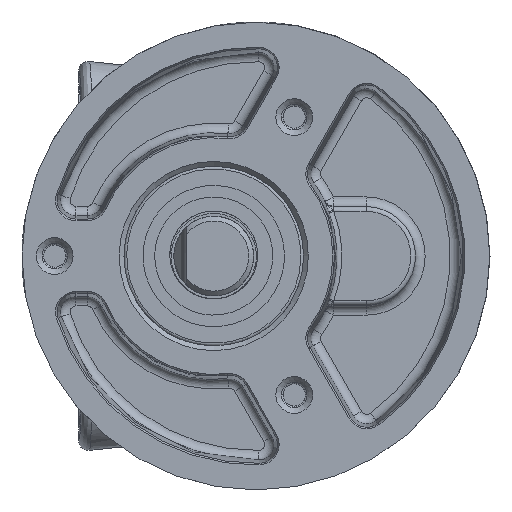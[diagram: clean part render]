
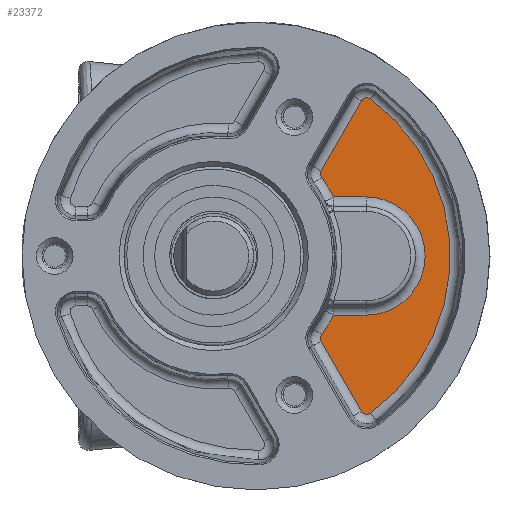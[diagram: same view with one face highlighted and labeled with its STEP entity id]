
A CAD part, left-side view. The second image highlights one B-rep face of the part: STEP entity #23372.
In plain terms, the highlighted face is planar.
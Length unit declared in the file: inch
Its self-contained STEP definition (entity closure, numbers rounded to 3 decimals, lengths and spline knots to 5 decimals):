
#632 = ORIENTED_EDGE ( 'NONE', *, *, #21732, .T. ) ;
#1100 = DIRECTION ( 'NONE',  ( 0., -1., 0. ) ) ;
#1258 = CARTESIAN_POINT ( 'NONE',  ( 0.95376, -0.6948, 1.19 ) ) ;
#1505 = VERTEX_POINT ( 'NONE', #8992 ) ;
#2249 = DIRECTION ( 'NONE',  ( 0., 0., 1. ) ) ;
#2259 = AXIS2_PLACEMENT_3D ( 'NONE', #11006, #22164, #11586 ) ;
#3014 = CARTESIAN_POINT ( 'NONE',  ( 0.98388, -0.71674, 1.19 ) ) ;
#3157 = CIRCLE ( 'NONE', #14251, 0.83274 ) ;
#3491 = EDGE_CURVE ( 'NONE', #28304, #7625, #3613, .T. ) ;
#3613 = CIRCLE ( 'NONE', #23455, 0.03726 ) ;
#3645 = DIRECTION ( 'NONE',  ( 0., 1., 0. ) ) ;
#3706 = VERTEX_POINT ( 'NONE', #10872 ) ;
#3806 = LINE ( 'NONE', #15095, #20103 ) ;
#4599 = DIRECTION ( 'NONE',  ( -0.866, 0.5, 0. ) ) ;
#4817 = DIRECTION ( 'NONE',  ( 1., 0., 0. ) ) ;
#5075 = EDGE_CURVE ( 'NONE', #16274, #17922, #8270, .T. ) ;
#5110 = DIRECTION ( 'NONE',  ( 0., 0., 1. ) ) ;
#5427 = CARTESIAN_POINT ( 'NONE',  ( -0.37, -0.48602, 1.19 ) ) ;
#5481 = AXIS2_PLACEMENT_3D ( 'NONE', #6313, #10790, #21517 ) ;
#5713 = ORIENTED_EDGE ( 'NONE', *, *, #16460, .T. ) ;
#5786 = EDGE_CURVE ( 'NONE', #21349, #1505, #16864, .T. ) ;
#6158 = DIRECTION ( 'NONE',  ( 1., 0., 0. ) ) ;
#6297 = CARTESIAN_POINT ( 'NONE',  ( 0.49273, -0.41131, 1.19 ) ) ;
#6313 = CARTESIAN_POINT ( 'NONE',  ( -0.95376, -0.6948, 1.19 ) ) ;
#6321 = ORIENTED_EDGE ( 'NONE', *, *, #15191, .T. ) ;
#6894 = ORIENTED_EDGE ( 'NONE', *, *, #9969, .T. ) ;
#6917 = CARTESIAN_POINT ( 'NONE',  ( -0.23876, 0.03673, 1.19 ) ) ;
#6926 = EDGE_CURVE ( 'NONE', #27836, #21349, #18458, .T. ) ;
#6999 = VERTEX_POINT ( 'NONE', #20775 ) ;
#7439 = CARTESIAN_POINT ( 'NONE',  ( -0.51478, -0.44136, 1.19 ) ) ;
#7625 = VERTEX_POINT ( 'NONE', #17816 ) ;
#7642 = DIRECTION ( 'NONE',  ( 1., 0., 0. ) ) ;
#8270 = CIRCLE ( 'NONE', #2259, 0.37 ) ;
#8475 = DIRECTION ( 'NONE',  ( 0., 0., 1. ) ) ;
#8597 = DIRECTION ( 'NONE',  ( 1., 0., 0. ) ) ;
#8992 = CARTESIAN_POINT ( 'NONE',  ( -0.53342, -0.40908, 1.19 ) ) ;
#9143 = CIRCLE ( 'NONE', #5481, 0.03726 ) ;
#9211 = LINE ( 'NONE', #6917, #14567 ) ;
#9969 = EDGE_CURVE ( 'NONE', #17922, #27836, #25916, .T. ) ;
#10699 = CARTESIAN_POINT ( 'NONE',  ( 0.53342, -0.40908, 1.19 ) ) ;
#10790 = DIRECTION ( 'NONE',  ( 0., 0., 1. ) ) ;
#10872 = CARTESIAN_POINT ( 'NONE',  ( -0.98388, -0.71674, 1.19 ) ) ;
#10888 = FACE_OUTER_BOUND ( 'NONE', #12888, .T. ) ;
#11006 = CARTESIAN_POINT ( 'NONE',  ( 0., -0.69, 1.19 ) ) ;
#11049 = ORIENTED_EDGE ( 'NONE', *, *, #13250, .T. ) ;
#11190 = CARTESIAN_POINT ( 'NONE',  ( 0., 0.26, 1.19 ) ) ;
#11331 = DIRECTION ( 'NONE',  ( 0., 0., 1. ) ) ;
#11586 = DIRECTION ( 'NONE',  ( 1., 0., 0. ) ) ;
#12211 = VERTEX_POINT ( 'NONE', #20902 ) ;
#12407 = DIRECTION ( 'NONE',  ( 0., 0., -1. ) ) ;
#12468 = VECTOR ( 'NONE', #3645, 39.37008 ) ;
#12794 = AXIS2_PLACEMENT_3D ( 'NONE', #15731, #2249, #15582 ) ;
#12888 = EDGE_LOOP ( 'NONE', ( #5713, #11049, #16364, #6321, #13929, #6894, #16741, #26301, #21233, #24685, #632, #22243 ) ) ;
#13250 = EDGE_CURVE ( 'NONE', #17891, #17501, #19713, .T. ) ;
#13929 = ORIENTED_EDGE ( 'NONE', *, *, #5075, .T. ) ;
#14251 = AXIS2_PLACEMENT_3D ( 'NONE', #27481, #12407, #7642 ) ;
#14455 = DIRECTION ( 'NONE',  ( 1., 0., 0. ) ) ;
#14567 = VECTOR ( 'NONE', #4599, 39.37008 ) ;
#15095 = CARTESIAN_POINT ( 'NONE',  ( -0.53342, -0.40908, 1.19 ) ) ;
#15191 = EDGE_CURVE ( 'NONE', #6999, #16274, #22979, .T. ) ;
#15223 = CARTESIAN_POINT ( 'NONE',  ( -0.37, -0.44136, 1.19 ) ) ;
#15233 = EDGE_CURVE ( 'NONE', #17501, #6999, #3157, .T. ) ;
#15290 = EDGE_CURVE ( 'NONE', #12211, #3706, #9143, .T. ) ;
#15582 = DIRECTION ( 'NONE',  ( 1., 0., 0. ) ) ;
#15731 = CARTESIAN_POINT ( 'NONE',  ( 0.51478, -0.44136, 1.19 ) ) ;
#15821 = PLANE ( 'NONE',  #25214 ) ;
#16238 = CARTESIAN_POINT ( 'NONE',  ( 0.37, -0.69, 1.19 ) ) ;
#16274 = VERTEX_POINT ( 'NONE', #16238 ) ;
#16364 = ORIENTED_EDGE ( 'NONE', *, *, #15233, .T. ) ;
#16460 = EDGE_CURVE ( 'NONE', #7625, #17891, #9211, .T. ) ;
#16741 = ORIENTED_EDGE ( 'NONE', *, *, #6926, .T. ) ;
#16864 = CIRCLE ( 'NONE', #23799, 0.03726 ) ;
#17501 = VERTEX_POINT ( 'NONE', #6297 ) ;
#17755 = CIRCLE ( 'NONE', #26527, 1.21726 ) ;
#17816 = CARTESIAN_POINT ( 'NONE',  ( 0.97239, -0.66253, 1.19 ) ) ;
#17891 = VERTEX_POINT ( 'NONE', #10699 ) ;
#17922 = VERTEX_POINT ( 'NONE', #28096 ) ;
#17993 = DIRECTION ( 'NONE',  ( 1., 0., 0. ) ) ;
#18458 = CIRCLE ( 'NONE', #24915, 0.83274 ) ;
#19713 = CIRCLE ( 'NONE', #12794, 0.03726 ) ;
#20103 = VECTOR ( 'NONE', #23904, 39.37008 ) ;
#20775 = CARTESIAN_POINT ( 'NONE',  ( 0.37, -0.48602, 1.19 ) ) ;
#20902 = CARTESIAN_POINT ( 'NONE',  ( -0.97239, -0.66253, 1.19 ) ) ;
#21233 = ORIENTED_EDGE ( 'NONE', *, *, #26161, .T. ) ;
#21349 = VERTEX_POINT ( 'NONE', #24801 ) ;
#21517 = DIRECTION ( 'NONE',  ( 1., 0., 0. ) ) ;
#21732 = EDGE_CURVE ( 'NONE', #3706, #28304, #17755, .T. ) ;
#21936 = CARTESIAN_POINT ( 'NONE',  ( 0., 0., 1.19 ) ) ;
#22164 = DIRECTION ( 'NONE',  ( 0., 0., -1. ) ) ;
#22243 = ORIENTED_EDGE ( 'NONE', *, *, #3491, .T. ) ;
#22979 = LINE ( 'NONE', #27335, #25772 ) ;
#23372 = ADVANCED_FACE ( 'NONE', ( #10888 ), #15821, .T. ) ;
#23455 = AXIS2_PLACEMENT_3D ( 'NONE', #1258, #25448, #14455 ) ;
#23799 = AXIS2_PLACEMENT_3D ( 'NONE', #7439, #11331, #17993 ) ;
#23904 = DIRECTION ( 'NONE',  ( -0.866, -0.5, 0. ) ) ;
#24624 = CARTESIAN_POINT ( 'NONE',  ( -0.51478, -0.44136, 1.19 ) ) ;
#24685 = ORIENTED_EDGE ( 'NONE', *, *, #15290, .T. ) ;
#24801 = CARTESIAN_POINT ( 'NONE',  ( -0.49273, -0.41131, 1.19 ) ) ;
#24915 = AXIS2_PLACEMENT_3D ( 'NONE', #11190, #28592, #8597 ) ;
#25214 = AXIS2_PLACEMENT_3D ( 'NONE', #24624, #5110, #4817 ) ;
#25448 = DIRECTION ( 'NONE',  ( 0., 0., 1. ) ) ;
#25772 = VECTOR ( 'NONE', #1100, 39.37008 ) ;
#25916 = LINE ( 'NONE', #15223, #12468 ) ;
#26161 = EDGE_CURVE ( 'NONE', #1505, #12211, #3806, .T. ) ;
#26301 = ORIENTED_EDGE ( 'NONE', *, *, #5786, .T. ) ;
#26527 = AXIS2_PLACEMENT_3D ( 'NONE', #21936, #8475, #6158 ) ;
#27335 = CARTESIAN_POINT ( 'NONE',  ( 0.37, -0.44136, 1.19 ) ) ;
#27481 = CARTESIAN_POINT ( 'NONE',  ( 0., 0.26, 1.19 ) ) ;
#27836 = VERTEX_POINT ( 'NONE', #5427 ) ;
#28096 = CARTESIAN_POINT ( 'NONE',  ( -0.37, -0.69, 1.19 ) ) ;
#28304 = VERTEX_POINT ( 'NONE', #3014 ) ;
#28592 = DIRECTION ( 'NONE',  ( 0., 0., -1. ) ) ;
